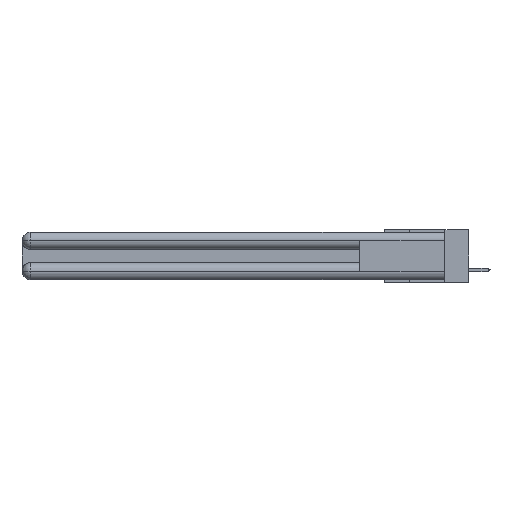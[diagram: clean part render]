
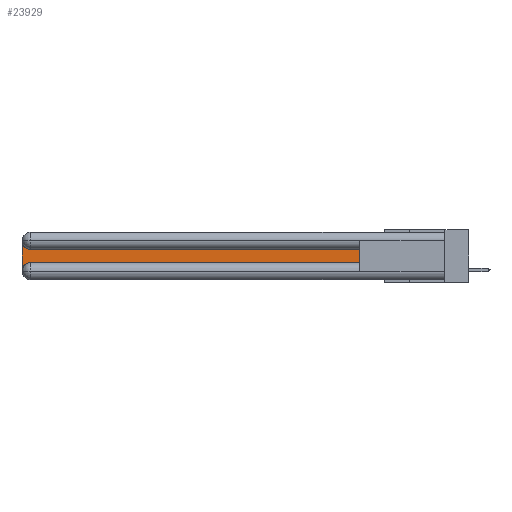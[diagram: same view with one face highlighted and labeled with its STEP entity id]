
A CAD part, left-side view. The second image highlights one B-rep face of the part: STEP entity #23929.
In plain terms, the highlighted planar face has unit normal (-1, 0, 0).
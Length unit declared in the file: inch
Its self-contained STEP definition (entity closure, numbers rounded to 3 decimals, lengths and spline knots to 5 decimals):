
#570 = ORIENTED_EDGE ( 'NONE', *, *, #797, .T. ) ;
#797 = EDGE_CURVE ( 'NONE', #11321, #12498, #6113, .T. ) ;
#1339 = DIRECTION ( 'NONE',  ( 1., 0., 0. ) ) ;
#1499 = DIRECTION ( 'NONE',  ( 0., 0., -1. ) ) ;
#1761 = CARTESIAN_POINT ( 'NONE',  ( 0.075, 3., -0.1225 ) ) ;
#1939 = EDGE_CURVE ( 'NONE', #19168, #11321, #6033, .T. ) ;
#1971 = DIRECTION ( 'NONE',  ( 1., 0., 0. ) ) ;
#1996 = VERTEX_POINT ( 'NONE', #27282 ) ;
#2023 = DIRECTION ( 'NONE',  ( 0., 0., 1. ) ) ;
#2430 = FACE_OUTER_BOUND ( 'NONE', #12121, .T. ) ;
#2641 = CARTESIAN_POINT ( 'NONE',  ( 0.075, 2.94, -0.1225 ) ) ;
#3571 = LINE ( 'NONE', #9269, #14938 ) ;
#3822 = CARTESIAN_POINT ( 'NONE',  ( 0.075, 3., -0.0625 ) ) ;
#4676 = LINE ( 'NONE', #24903, #12248 ) ;
#5045 = EDGE_CURVE ( 'NONE', #7587, #8191, #3571, .T. ) ;
#5082 = ORIENTED_EDGE ( 'NONE', *, *, #12992, .T. ) ;
#5342 = DIRECTION ( 'NONE',  ( 1., 0., 0. ) ) ;
#5386 = AXIS2_PLACEMENT_3D ( 'NONE', #7647, #5342, #17518 ) ;
#5485 = DIRECTION ( 'NONE',  ( 0., 1., 0. ) ) ;
#5666 = ORIENTED_EDGE ( 'NONE', *, *, #10500, .T. ) ;
#6033 = CIRCLE ( 'NONE', #5386, 0.06 ) ;
#6113 = LINE ( 'NONE', #16013, #6874 ) ;
#6874 = VECTOR ( 'NONE', #1499, 39.37008 ) ;
#7587 = VERTEX_POINT ( 'NONE', #14483 ) ;
#7647 = CARTESIAN_POINT ( 'NONE',  ( 0.075, 2.94, -0.0625 ) ) ;
#8021 = CARTESIAN_POINT ( 'NONE',  ( 0.075, 3., -0.2775 ) ) ;
#8061 = ORIENTED_EDGE ( 'NONE', *, *, #5045, .T. ) ;
#8120 = LINE ( 'NONE', #25065, #31010 ) ;
#8121 = CIRCLE ( 'NONE', #30579, 0.06 ) ;
#8191 = VERTEX_POINT ( 'NONE', #30855 ) ;
#8458 = DIRECTION ( 'NONE',  ( 0., 0., -1. ) ) ;
#9005 = PLANE ( 'NONE',  #17882 ) ;
#9269 = CARTESIAN_POINT ( 'NONE',  ( 0.075, 0.6, -0.2175 ) ) ;
#10500 = EDGE_CURVE ( 'NONE', #1996, #7587, #4676, .T. ) ;
#11321 = VERTEX_POINT ( 'NONE', #3822 ) ;
#12121 = EDGE_LOOP ( 'NONE', ( #5082, #29612, #570, #25506, #5666, #8061 ) ) ;
#12248 = VECTOR ( 'NONE', #30334, 39.37008 ) ;
#12498 = VERTEX_POINT ( 'NONE', #8021 ) ;
#12992 = EDGE_CURVE ( 'NONE', #8191, #19168, #8120, .T. ) ;
#14483 = CARTESIAN_POINT ( 'NONE',  ( 0.075, 0.6, -0.2175 ) ) ;
#14938 = VECTOR ( 'NONE', #2023, 39.37008 ) ;
#16013 = CARTESIAN_POINT ( 'NONE',  ( 0.075, 3., -0.2175 ) ) ;
#17518 = DIRECTION ( 'NONE',  ( 0., 0., -1. ) ) ;
#17882 = AXIS2_PLACEMENT_3D ( 'NONE', #1761, #1971, #26045 ) ;
#19168 = VERTEX_POINT ( 'NONE', #2641 ) ;
#20602 = CARTESIAN_POINT ( 'NONE',  ( 0.075, 2.94, -0.2775 ) ) ;
#23886 = EDGE_CURVE ( 'NONE', #12498, #1996, #8121, .T. ) ;
#23929 = ADVANCED_FACE ( 'NONE', ( #2430 ), #9005, .F. ) ;
#24903 = CARTESIAN_POINT ( 'NONE',  ( 0.075, 0.6, -0.2175 ) ) ;
#25065 = CARTESIAN_POINT ( 'NONE',  ( 0.075, 0.6, -0.1225 ) ) ;
#25506 = ORIENTED_EDGE ( 'NONE', *, *, #23886, .T. ) ;
#26045 = DIRECTION ( 'NONE',  ( 0., 0., -1. ) ) ;
#27282 = CARTESIAN_POINT ( 'NONE',  ( 0.075, 2.94, -0.2175 ) ) ;
#29612 = ORIENTED_EDGE ( 'NONE', *, *, #1939, .T. ) ;
#30334 = DIRECTION ( 'NONE',  ( 0., -1., 0. ) ) ;
#30579 = AXIS2_PLACEMENT_3D ( 'NONE', #20602, #1339, #8458 ) ;
#30855 = CARTESIAN_POINT ( 'NONE',  ( 0.075, 0.6, -0.1225 ) ) ;
#31010 = VECTOR ( 'NONE', #5485, 39.37008 ) ;
